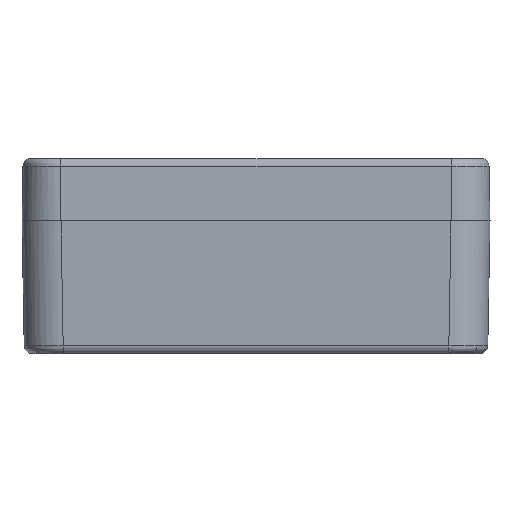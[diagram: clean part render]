
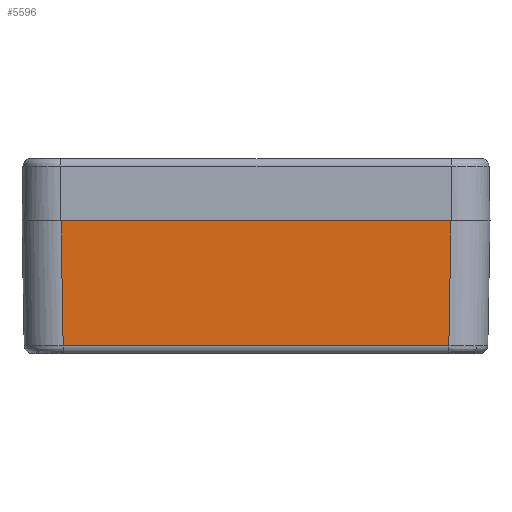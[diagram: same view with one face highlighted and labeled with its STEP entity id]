
A CAD part, left-side view. The second image highlights one B-rep face of the part: STEP entity #5596.
In plain terms, the highlighted planar face has unit normal (-1, 0, -0.018).
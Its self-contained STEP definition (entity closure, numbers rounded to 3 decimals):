
#499 = VERTEX_POINT ( 'NONE', #10039 ) ;
#572 = DIRECTION ( 'NONE',  ( -0.017, 0., 1. ) ) ;
#707 = ORIENTED_EDGE ( 'NONE', *, *, #6361, .T. ) ;
#1281 = VERTEX_POINT ( 'NONE', #9341 ) ;
#1506 = EDGE_CURVE ( 'NONE', #1281, #499, #2565, .T. ) ;
#1517 = LINE ( 'NONE', #7889, #5038 ) ;
#1838 = EDGE_CURVE ( 'NONE', #1281, #9706, #1517, .T. ) ;
#1909 = DIRECTION ( 'NONE',  ( 0.017, -0.017, -1. ) ) ;
#2565 = LINE ( 'NONE', #8205, #5931 ) ;
#3508 = DIRECTION ( 'NONE',  ( 0., -1., 0. ) ) ;
#4594 = EDGE_CURVE ( 'NONE', #499, #7464, #7262, .T. ) ;
#4863 = VECTOR ( 'NONE', #5305, 1000. ) ;
#5038 = VECTOR ( 'NONE', #3508, 1000. ) ;
#5251 = ORIENTED_EDGE ( 'NONE', *, *, #4594, .T. ) ;
#5305 = DIRECTION ( 'NONE',  ( 0., -1., 0. ) ) ;
#5510 = DIRECTION ( 'NONE',  ( -0.017, -0.017, 1. ) ) ;
#5583 = VECTOR ( 'NONE', #5510, 1000. ) ;
#5596 = ADVANCED_FACE ( 'NONE', ( #11354 ), #6925, .T. ) ;
#5931 = VECTOR ( 'NONE', #1909, 1000. ) ;
#6016 = LINE ( 'NONE', #10969, #5583 ) ;
#6361 = EDGE_CURVE ( 'NONE', #7464, #9706, #6016, .T. ) ;
#6925 = PLANE ( 'NONE',  #8803 ) ;
#7262 = LINE ( 'NONE', #10724, #4863 ) ;
#7379 = ORIENTED_EDGE ( 'NONE', *, *, #1506, .T. ) ;
#7464 = VERTEX_POINT ( 'NONE', #10762 ) ;
#7823 = DIRECTION ( 'NONE',  ( -1., 0., -0.017 ) ) ;
#7889 = CARTESIAN_POINT ( 'NONE',  ( -45., -30., 0. ) ) ;
#7902 = CARTESIAN_POINT ( 'NONE',  ( -45., -25.001, 0. ) ) ;
#8205 = CARTESIAN_POINT ( 'NONE',  ( -44.983, 24.984, -0.959 ) ) ;
#8803 = AXIS2_PLACEMENT_3D ( 'NONE', #11470, #7823, #572 ) ;
#9341 = CARTESIAN_POINT ( 'NONE',  ( -45., 25.001, 0. ) ) ;
#9706 = VERTEX_POINT ( 'NONE', #7902 ) ;
#9721 = EDGE_LOOP ( 'NONE', ( #7379, #5251, #707, #11724 ) ) ;
#10039 = CARTESIAN_POINT ( 'NONE',  ( -44.72, 24.721, -16.017 ) ) ;
#10724 = CARTESIAN_POINT ( 'NONE',  ( -44.72, -30., -16.017 ) ) ;
#10762 = CARTESIAN_POINT ( 'NONE',  ( -44.72, -24.721, -16.017 ) ) ;
#10969 = CARTESIAN_POINT ( 'NONE',  ( -45.002, -25.002, 0.087 ) ) ;
#11354 = FACE_OUTER_BOUND ( 'NONE', #9721, .T. ) ;
#11470 = CARTESIAN_POINT ( 'NONE',  ( -45., -30., 0. ) ) ;
#11724 = ORIENTED_EDGE ( 'NONE', *, *, #1838, .F. ) ;
